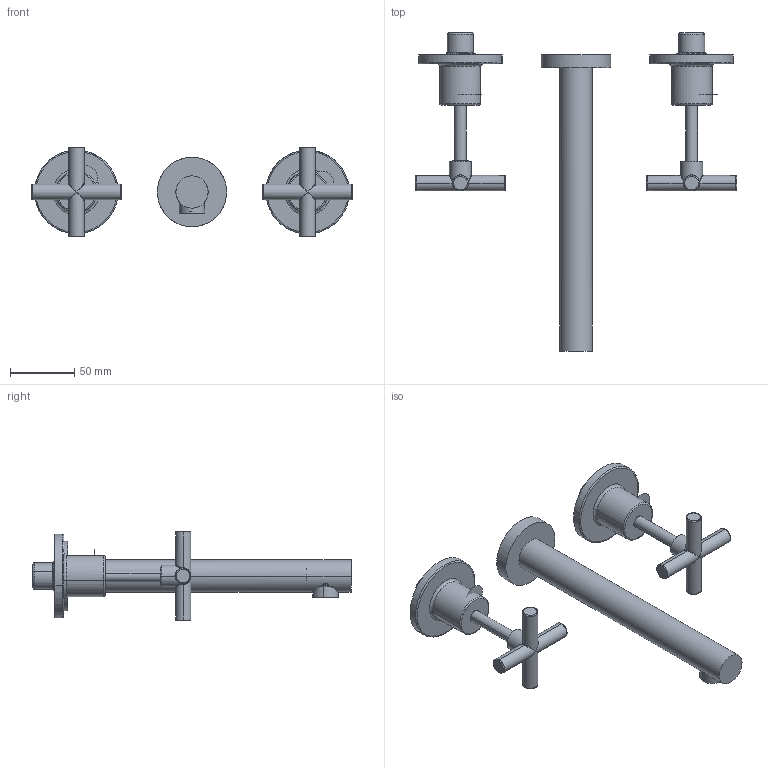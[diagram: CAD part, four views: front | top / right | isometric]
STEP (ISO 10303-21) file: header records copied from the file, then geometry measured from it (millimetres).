
FILE_DESCRIPTION(/* description */ (''),/* implementation_level */ '2;1');
FILE_NAME(/* name */ 'STEP - 2219824',/* time_stamp */ '2025-05-20T09:50:31+10:00',/* author */ (''),/* organization */ (''),/* preprocessor_version */ 'ST-DEVELOPER v16.5',/* originating_system */ 'Rhino 7.37',/* authorisation */ '');
FILE_SCHEMA (('AUTOMOTIVE_DESIGN'));
Length unit declared in the file: millimetre
Products named in the file (16): Document; 2219826; װ����425; WASHER 19-10.5-2.721; 0112-117; 0112-25; 7L aerator23; װ����324; 8745-3113; fh0089; 8745-25-219; 8745-25-115; fh008-17; 0022-811; Block 05; ORING11.4-1.823
Assembly tree (22 placements, depth 5):
  Document
    2219826
      װ����425
        WASHER 19-10.5-2.721
        0112-117
        0112-25
        7L aerator23
      װ����324
        8745-3113  x2
        fh0089  x2
        8745-25-219  x2
        8745-25-115  x2
        fh008-17  x2
        0022-811  x2
          Block 05
        ORING11.4-1.823  x2
Bounding box: 250 x 247.63 x 70 mm (x, y, z)
Volume: 123802.5 mm3; surface area: 104629.1 mm2
Topology: 16 solids, 20 shells, 646 faces, 1633 edges, 1040 vertices
Faces by surface type: cylinder 328, bspline 170, plane 148
Entity records: 30820 total; most frequent: CARTESIAN_POINT 24496, ORIENTED_EDGE 1838, EDGE_CURVE 922, VERTEX_POINT 591, B_SPLINE_CURVE_WITH_KNOTS 445, EDGE_LOOP 404, DIRECTION 375, ADVANCED_FACE 372
